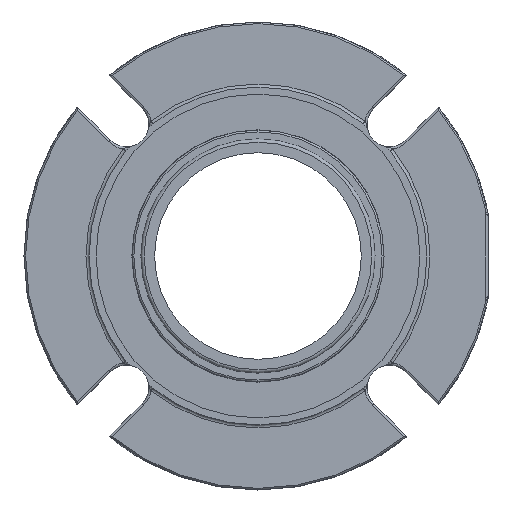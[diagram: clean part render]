
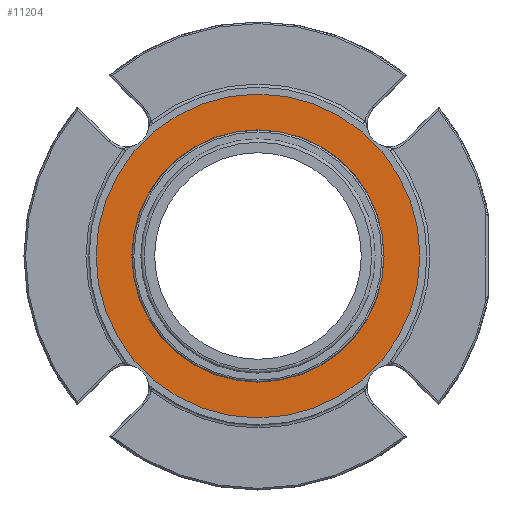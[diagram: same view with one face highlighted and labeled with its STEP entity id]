
A CAD part, front view. The second image highlights one B-rep face of the part: STEP entity #11204.
In plain terms, the highlighted planar face has unit normal (0, -1, 0).
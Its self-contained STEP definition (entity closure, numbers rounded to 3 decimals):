
#1297=PLANE('',#11965);
#2145=ORIENTED_EDGE('',*,*,#5654,.T.);
#2146=ORIENTED_EDGE('',*,*,#5655,.T.);
#5654=EDGE_CURVE('',#7415,#7415,#8539,.F.);
#5655=EDGE_CURVE('',#7416,#7416,#8540,.T.);
#7415=VERTEX_POINT('',#16402);
#7416=VERTEX_POINT('',#16405);
#8539=CIRCLE('',#11964,58.103);
#8540=CIRCLE('',#11966,74.613);
#9224=EDGE_LOOP('',(#2145));
#9225=EDGE_LOOP('',(#2146));
#10119=FACE_BOUND('',#9224,.T.);
#10120=FACE_BOUND('',#9225,.T.);
#11204=ADVANCED_FACE('',(#10119,#10120),#1297,.T.);
#11964=AXIS2_PLACEMENT_3D('',#16401,#13288,#13289);
#11965=AXIS2_PLACEMENT_3D('',#16403,#13290,#13291);
#11966=AXIS2_PLACEMENT_3D('',#16404,#13292,#13293);
#13288=DIRECTION('',(0.,-1.,0.));
#13289=DIRECTION('',(0.,0.,-1.));
#13290=DIRECTION('',(0.,-1.,0.));
#13291=DIRECTION('',(0.,0.,1.));
#13292=DIRECTION('',(0.,-1.,0.));
#13293=DIRECTION('',(0.,0.,1.));
#16401=CARTESIAN_POINT('',(0.,4.978,0.));
#16402=CARTESIAN_POINT('',(0.,4.978,-58.103));
#16403=CARTESIAN_POINT('',(0.,4.978,61.913));
#16404=CARTESIAN_POINT('',(0.,4.978,0.));
#16405=CARTESIAN_POINT('',(0.,4.978,74.613));
